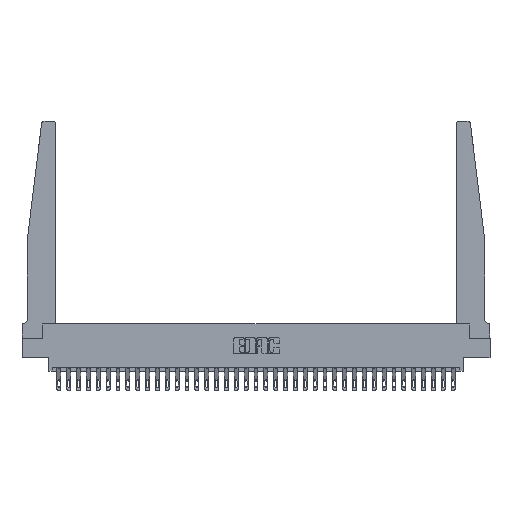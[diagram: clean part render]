
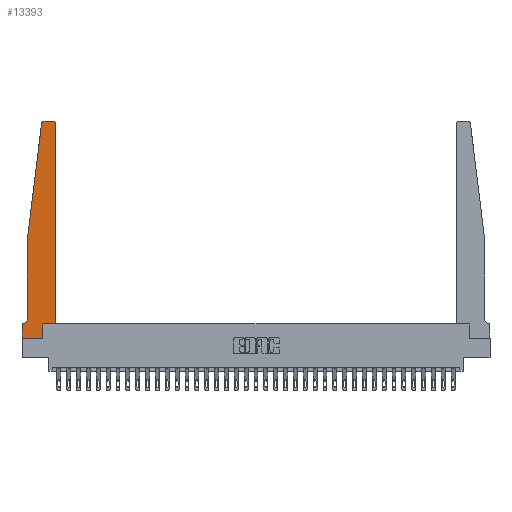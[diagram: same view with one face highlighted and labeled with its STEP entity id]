
A CAD part, top view. The second image highlights one B-rep face of the part: STEP entity #13393.
In plain terms, the highlighted planar face has unit normal (0, 0, 1).
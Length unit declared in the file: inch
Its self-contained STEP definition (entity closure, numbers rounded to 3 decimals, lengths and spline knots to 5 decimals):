
#189 = VERTEX_POINT ( 'NONE', #20332 ) ;
#667 = CARTESIAN_POINT ( 'NONE',  ( 0., 0.1875, 0.37 ) ) ;
#779 = DIRECTION ( 'NONE',  ( 1., 0., 0. ) ) ;
#1475 = VERTEX_POINT ( 'NONE', #25021 ) ;
#1488 = CARTESIAN_POINT ( 'NONE',  ( 0.425, 0.18, 0.37 ) ) ;
#1921 = ORIENTED_EDGE ( 'NONE', *, *, #25679, .T. ) ;
#2323 = VERTEX_POINT ( 'NONE', #19254 ) ;
#2534 = ORIENTED_EDGE ( 'NONE', *, *, #10005, .T. ) ;
#2831 = VECTOR ( 'NONE', #25373, 39.37008 ) ;
#2867 = CARTESIAN_POINT ( 'NONE',  ( 0.065, 1.25, 0.37 ) ) ;
#2984 = CARTESIAN_POINT ( 'NONE',  ( 0.065, 1.25, 0.37 ) ) ;
#3145 = DIRECTION ( 'NONE',  ( 1., 0., 0. ) ) ;
#3146 = ORIENTED_EDGE ( 'NONE', *, *, #23580, .T. ) ;
#3347 = LINE ( 'NONE', #2984, #15780 ) ;
#3535 = EDGE_CURVE ( 'NONE', #24892, #20502, #21569, .T. ) ;
#3773 = EDGE_CURVE ( 'NONE', #20145, #11318, #28572, .T. ) ;
#3977 = EDGE_CURVE ( 'NONE', #14785, #17147, #28929, .T. ) ;
#4480 = AXIS2_PLACEMENT_3D ( 'NONE', #12964, #30320, #15443 ) ;
#4583 = CARTESIAN_POINT ( 'NONE',  ( 0.24675, 2.72367, 0.37 ) ) ;
#5187 = DIRECTION ( 'NONE',  ( 0., 0., -1. ) ) ;
#5434 = DIRECTION ( 'NONE',  ( -0.122, -0.992, 0. ) ) ;
#5760 = CIRCLE ( 'NONE', #26118, 0.05 ) ;
#6406 = CIRCLE ( 'NONE', #4480, 0.03 ) ;
#6981 = CARTESIAN_POINT ( 'NONE',  ( 0.065, 0.1875, 0.37 ) ) ;
#7146 = CARTESIAN_POINT ( 'NONE',  ( 0.425, 2.72, 0.37 ) ) ;
#7159 = CARTESIAN_POINT ( 'NONE',  ( 0.2605, 0.18, 0.37 ) ) ;
#7328 = AXIS2_PLACEMENT_3D ( 'NONE', #667, #18012, #3145 ) ;
#7345 = EDGE_CURVE ( 'NONE', #2323, #17752, #5760, .T. ) ;
#7493 = EDGE_CURVE ( 'NONE', #1475, #20145, #15891, .T. ) ;
#7850 = CARTESIAN_POINT ( 'NONE',  ( 0.27653, 2.72, 0.37 ) ) ;
#7986 = CARTESIAN_POINT ( 'NONE',  ( 0.25, 2.75, 0.37 ) ) ;
#8285 = ORIENTED_EDGE ( 'NONE', *, *, #3773, .T. ) ;
#8535 = CARTESIAN_POINT ( 'NONE',  ( 0., 0.1875, 0.37 ) ) ;
#8908 = ORIENTED_EDGE ( 'NONE', *, *, #20291, .T. ) ;
#9404 = LINE ( 'NONE', #11657, #23409 ) ;
#10005 = EDGE_CURVE ( 'NONE', #23403, #2323, #16261, .T. ) ;
#10344 = DIRECTION ( 'NONE',  ( 1., 0., 0. ) ) ;
#11318 = VERTEX_POINT ( 'NONE', #7146 ) ;
#11657 = CARTESIAN_POINT ( 'NONE',  ( 0., 0., 0.37 ) ) ;
#12964 = CARTESIAN_POINT ( 'NONE',  ( 0.395, 2.72, 0.37 ) ) ;
#13393 = ADVANCED_FACE ( 'NONE', ( #29267 ), #15521, .T. ) ;
#13917 = EDGE_CURVE ( 'NONE', #189, #14785, #21850, .T. ) ;
#14161 = DIRECTION ( 'NONE',  ( 1., 0., 0. ) ) ;
#14336 = VECTOR ( 'NONE', #779, 39.37008 ) ;
#14594 = VECTOR ( 'NONE', #31974, 39.37008 ) ;
#14775 = ORIENTED_EDGE ( 'NONE', *, *, #3535, .T. ) ;
#14785 = VERTEX_POINT ( 'NONE', #24533 ) ;
#14999 = VECTOR ( 'NONE', #16231, 39.37008 ) ;
#15443 = DIRECTION ( 'NONE',  ( 1., 0., 0. ) ) ;
#15521 = PLANE ( 'NONE',  #7328 ) ;
#15780 = VECTOR ( 'NONE', #5434, 39.37008 ) ;
#15891 = LINE ( 'NONE', #25514, #14336 ) ;
#15951 = ORIENTED_EDGE ( 'NONE', *, *, #13917, .T. ) ;
#16231 = DIRECTION ( 'NONE',  ( 0., -1., 0. ) ) ;
#16261 = LINE ( 'NONE', #2867, #28710 ) ;
#17147 = VERTEX_POINT ( 'NONE', #4583 ) ;
#17752 = VERTEX_POINT ( 'NONE', #24195 ) ;
#17836 = DIRECTION ( 'NONE',  ( 0., -1., 0. ) ) ;
#18012 = DIRECTION ( 'NONE',  ( 0., 0., 1. ) ) ;
#18905 = CARTESIAN_POINT ( 'NONE',  ( 0.2605, 0., 0.37 ) ) ;
#19254 = CARTESIAN_POINT ( 'NONE',  ( 0.065, 0.2375, 0.37 ) ) ;
#19428 = LINE ( 'NONE', #7159, #25260 ) ;
#19898 = ORIENTED_EDGE ( 'NONE', *, *, #3977, .T. ) ;
#20039 = CARTESIAN_POINT ( 'NONE',  ( 0., 0., 0.37 ) ) ;
#20111 = CARTESIAN_POINT ( 'NONE',  ( 0.015, 0.2375, 0.37 ) ) ;
#20145 = VERTEX_POINT ( 'NONE', #1488 ) ;
#20291 = EDGE_CURVE ( 'NONE', #17752, #24892, #20646, .T. ) ;
#20332 = CARTESIAN_POINT ( 'NONE',  ( 0.395, 2.75, 0.37 ) ) ;
#20502 = VERTEX_POINT ( 'NONE', #20039 ) ;
#20646 = LINE ( 'NONE', #6981, #27248 ) ;
#21043 = EDGE_CURVE ( 'NONE', #23909, #1475, #19428, .T. ) ;
#21563 = ORIENTED_EDGE ( 'NONE', *, *, #7493, .T. ) ;
#21569 = LINE ( 'NONE', #28626, #14999 ) ;
#21850 = LINE ( 'NONE', #7986, #2831 ) ;
#21877 = DIRECTION ( 'NONE',  ( -1., 0., 0. ) ) ;
#22589 = DIRECTION ( 'NONE',  ( -1., 0., 0. ) ) ;
#23403 = VERTEX_POINT ( 'NONE', #32093 ) ;
#23409 = VECTOR ( 'NONE', #14161, 39.37008 ) ;
#23580 = EDGE_CURVE ( 'NONE', #17147, #23403, #3347, .T. ) ;
#23909 = VERTEX_POINT ( 'NONE', #18905 ) ;
#23916 = ORIENTED_EDGE ( 'NONE', *, *, #7345, .T. ) ;
#24195 = CARTESIAN_POINT ( 'NONE',  ( 0.015, 0.1875, 0.37 ) ) ;
#24478 = CARTESIAN_POINT ( 'NONE',  ( 0.425, 0.18, 0.37 ) ) ;
#24533 = CARTESIAN_POINT ( 'NONE',  ( 0.27653, 2.75, 0.37 ) ) ;
#24892 = VERTEX_POINT ( 'NONE', #8535 ) ;
#25021 = CARTESIAN_POINT ( 'NONE',  ( 0.2605, 0.18, 0.37 ) ) ;
#25035 = AXIS2_PLACEMENT_3D ( 'NONE', #7850, #25240, #10344 ) ;
#25240 = DIRECTION ( 'NONE',  ( 0., 0., 1. ) ) ;
#25260 = VECTOR ( 'NONE', #27056, 39.37008 ) ;
#25373 = DIRECTION ( 'NONE',  ( -1., 0., 0. ) ) ;
#25514 = CARTESIAN_POINT ( 'NONE',  ( 0.425, 0.18, 0.37 ) ) ;
#25679 = EDGE_CURVE ( 'NONE', #20502, #23909, #9404, .T. ) ;
#25797 = ORIENTED_EDGE ( 'NONE', *, *, #29248, .T. ) ;
#26118 = AXIS2_PLACEMENT_3D ( 'NONE', #20111, #5187, #22589 ) ;
#27056 = DIRECTION ( 'NONE',  ( 0., 1., 0. ) ) ;
#27248 = VECTOR ( 'NONE', #21877, 39.37008 ) ;
#27416 = ORIENTED_EDGE ( 'NONE', *, *, #21043, .T. ) ;
#27930 = EDGE_LOOP ( 'NONE', ( #15951, #19898, #3146, #2534, #23916, #8908, #14775, #1921, #27416, #21563, #8285, #25797 ) ) ;
#28572 = LINE ( 'NONE', #24478, #14594 ) ;
#28626 = CARTESIAN_POINT ( 'NONE',  ( 0., 0., 0.37 ) ) ;
#28710 = VECTOR ( 'NONE', #17836, 39.37008 ) ;
#28929 = CIRCLE ( 'NONE', #25035, 0.03 ) ;
#29248 = EDGE_CURVE ( 'NONE', #11318, #189, #6406, .T. ) ;
#29267 = FACE_OUTER_BOUND ( 'NONE', #27930, .T. ) ;
#30320 = DIRECTION ( 'NONE',  ( 0., 0., 1. ) ) ;
#31974 = DIRECTION ( 'NONE',  ( 0., 1., 0. ) ) ;
#32093 = CARTESIAN_POINT ( 'NONE',  ( 0.065, 1.25, 0.37 ) ) ;
